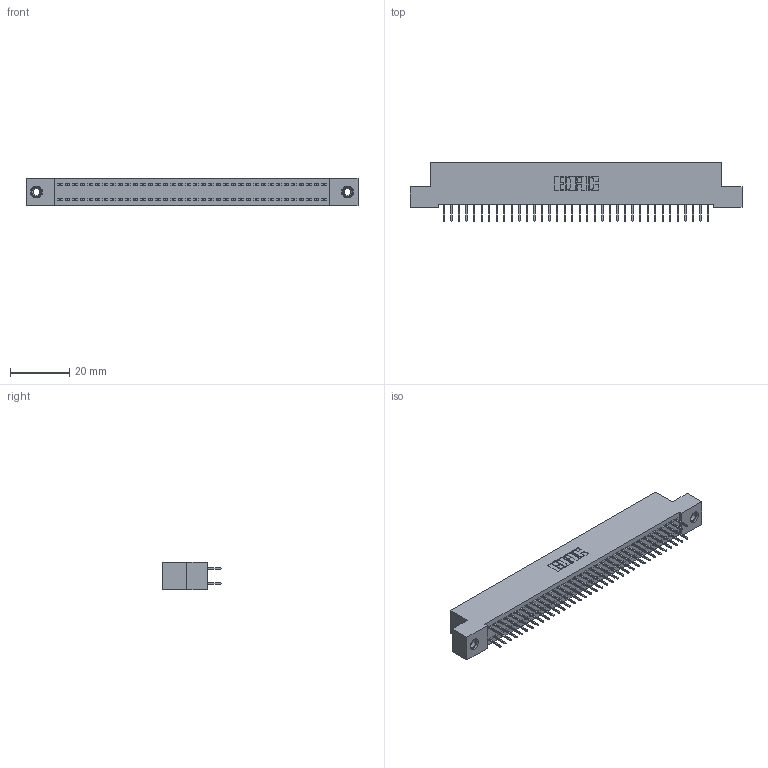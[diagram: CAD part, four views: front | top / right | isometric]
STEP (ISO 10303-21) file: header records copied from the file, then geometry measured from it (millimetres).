
FILE_DESCRIPTION (( 'STEP AP203' ), '1' );
FILE_NAME ('342-072-524-208.STEP', '2018-08-13T10:11:10', ( '' ), ( '' ), 'SwSTEP 2.0', 'SolidWorks 2016', '' );
FILE_SCHEMA (( 'CONFIG_CONTROL_DESIGN' ));
Length unit declared in the file: inch
Products named in the file (4): 342 Part_TI; 345-292-001_345-293-124; 345-250-001_345-250-003-102; 342-072-524-208
Assembly tree (75 placements, depth 2):
  342-072-524-208
    342 Part_TI
    345-292-001_345-293-124  x72
    345-250-001_345-250-003-102  x2
Bounding box: 111.76 x 19.69 x 9.4 mm (x, y, z)
Volume: 9898.6 mm3; surface area: 15691.4 mm2
Topology: 75 solids, 75 shells, 4202 faces, 11883 edges, 7626 vertices
Faces by surface type: plane 3122, cylinder 1064, cone 12, torus 4
Entity records: 25064 total; most frequent: CARTESIAN_POINT 4141, ORIENTED_EDGE 4070, DIRECTION 3581, EDGE_CURVE 2035, VECTOR 1891, LINE 1891, VERTEX_POINT 1348, AXIS2_PLACEMENT_3D 845
